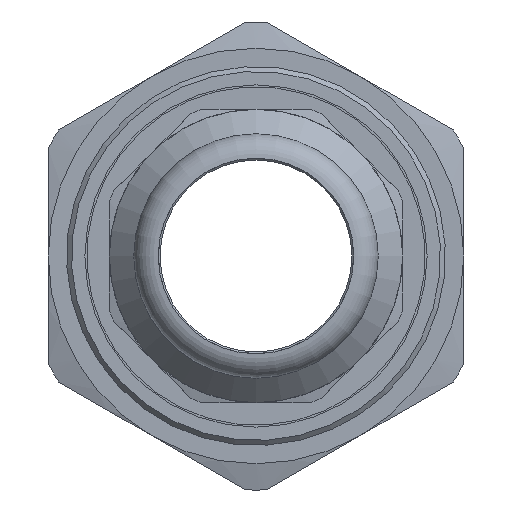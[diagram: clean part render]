
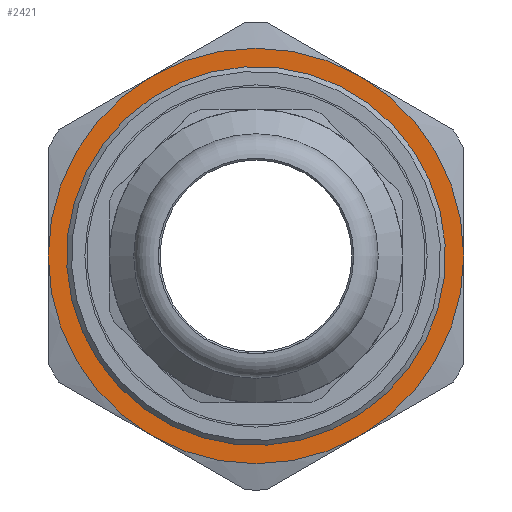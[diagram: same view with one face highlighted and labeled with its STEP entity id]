
A CAD part, left-side view. The second image highlights one B-rep face of the part: STEP entity #2421.
In plain terms, the highlighted planar face has unit normal (-1, 0, 0).
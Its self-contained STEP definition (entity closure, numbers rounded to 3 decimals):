
#1569=CARTESIAN_POINT('',(23.5,4.25,7.361));
#1570=VERTEX_POINT('',#1569);
#1651=CARTESIAN_POINT('',(23.5,-4.25,7.361));
#1652=VERTEX_POINT('',#1651);
#1733=CARTESIAN_POINT('',(23.5,-8.5,0.));
#1734=VERTEX_POINT('',#1733);
#1815=CARTESIAN_POINT('',(23.5,-4.25,-7.361));
#1816=VERTEX_POINT('',#1815);
#1897=CARTESIAN_POINT('',(23.5,4.25,-7.361));
#1898=VERTEX_POINT('',#1897);
#1957=CARTESIAN_POINT('',(23.5,8.5,0.0));
#1958=VERTEX_POINT('',#1957);
#1959=CARTESIAN_POINT('',(23.5,0.0,0.0));
#1960=DIRECTION('',(-1.0,0.0,0.0));
#1961=DIRECTION('',(0.0,-1.0,0.0));
#1962=AXIS2_PLACEMENT_3D('',#1959,#1960,#1961);
#1963=CIRCLE('',#1962,8.5);
#1964=EDGE_CURVE('',#1958,#1898,#1963,.T.);
#1997=CARTESIAN_POINT('',(23.5,0.0,0.0));
#1998=DIRECTION('',(-1.0,0.0,0.0));
#1999=DIRECTION('',(0.0,-1.0,0.0));
#2000=AXIS2_PLACEMENT_3D('',#1997,#1998,#1999);
#2001=CIRCLE('',#2000,8.5);
#2002=EDGE_CURVE('',#1898,#1816,#2001,.T.);
#2021=CARTESIAN_POINT('',(23.5,0.0,0.0));
#2022=DIRECTION('',(-1.0,0.0,0.0));
#2023=DIRECTION('',(0.0,-1.0,0.0));
#2024=AXIS2_PLACEMENT_3D('',#2021,#2022,#2023);
#2025=CIRCLE('',#2024,8.5);
#2026=EDGE_CURVE('',#1816,#1734,#2025,.T.);
#2045=CARTESIAN_POINT('',(23.5,0.0,0.0));
#2046=DIRECTION('',(-1.0,0.0,0.0));
#2047=DIRECTION('',(0.0,-1.0,0.0));
#2048=AXIS2_PLACEMENT_3D('',#2045,#2046,#2047);
#2049=CIRCLE('',#2048,8.5);
#2050=EDGE_CURVE('',#1734,#1652,#2049,.T.);
#2091=CARTESIAN_POINT('',(23.5,0.0,0.0));
#2092=DIRECTION('',(-1.0,0.0,0.0));
#2093=DIRECTION('',(0.0,-1.0,0.0));
#2094=AXIS2_PLACEMENT_3D('',#2091,#2092,#2093);
#2095=CIRCLE('',#2094,8.5);
#2096=EDGE_CURVE('',#1570,#1958,#2095,.T.);
#2107=CARTESIAN_POINT('',(23.5,0.0,0.0));
#2108=DIRECTION('',(-1.0,0.0,0.0));
#2109=DIRECTION('',(0.0,-1.0,0.0));
#2110=AXIS2_PLACEMENT_3D('',#2107,#2108,#2109);
#2111=CIRCLE('',#2110,8.5);
#2112=EDGE_CURVE('',#1652,#1570,#2111,.T.);
#2397=CARTESIAN_POINT('',(23.5,-7.75,0.0));
#2398=DIRECTION('',(-1.0,0.0,0.0));
#2399=DIRECTION('',(0.0,0.0,1.0));
#2400=AXIS2_PLACEMENT_3D('',#2397,#2398,#2399);
#2401=PLANE('',#2400);
#2402=ORIENTED_EDGE('',*,*,#1964,.T.);
#2403=ORIENTED_EDGE('',*,*,#2002,.T.);
#2404=ORIENTED_EDGE('',*,*,#2026,.T.);
#2405=ORIENTED_EDGE('',*,*,#2050,.T.);
#2406=ORIENTED_EDGE('',*,*,#2112,.T.);
#2407=ORIENTED_EDGE('',*,*,#2096,.T.);
#2408=EDGE_LOOP('',(#2402,#2403,#2404,#2405,#2406,#2407));
#2409=FACE_OUTER_BOUND('',#2408,.T.);
#2410=CARTESIAN_POINT('',(23.5,-7.,0.0));
#2411=VERTEX_POINT('',#2410);
#2412=CARTESIAN_POINT('',(23.5,0.0,0.0));
#2413=DIRECTION('',(-1.0,0.0,0.0));
#2414=DIRECTION('',(0.0,-1.0,0.0));
#2415=AXIS2_PLACEMENT_3D('',#2412,#2413,#2414);
#2416=CIRCLE('',#2415,7.);
#2417=EDGE_CURVE('',#2411,#2411,#2416,.T.);
#2418=ORIENTED_EDGE('',*,*,#2417,.F.);
#2419=EDGE_LOOP('',(#2418));
#2420=FACE_BOUND('',#2419,.T.);
#2421=ADVANCED_FACE('',(#2409,#2420),#2401,.T.);
